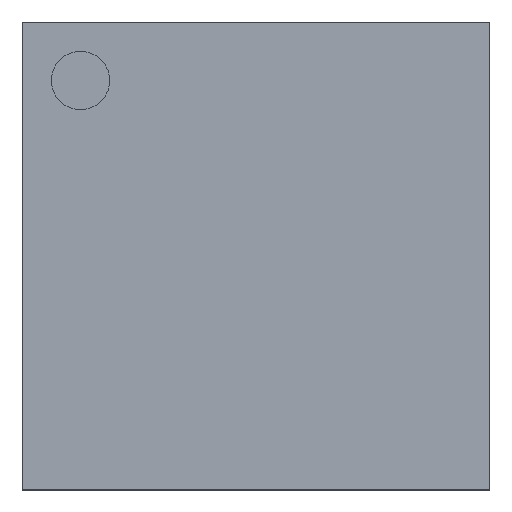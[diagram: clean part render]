
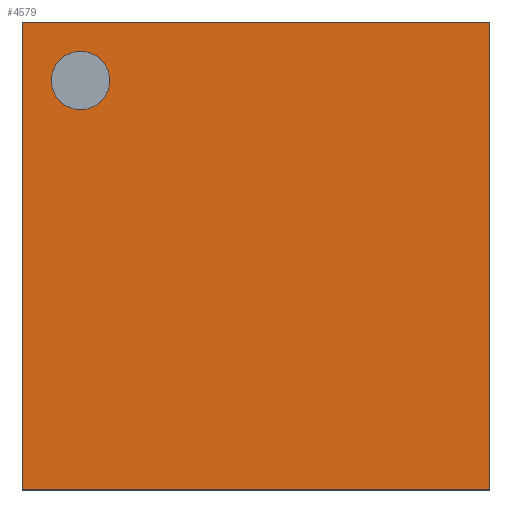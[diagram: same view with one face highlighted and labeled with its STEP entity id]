
A CAD part, top view. The second image highlights one B-rep face of the part: STEP entity #4579.
In plain terms, the highlighted planar face has unit normal (0, 0, 1).
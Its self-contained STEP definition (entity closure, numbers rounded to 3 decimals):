
#4390 = VERTEX_POINT('',#4391);
#4391 = CARTESIAN_POINT('',(-8.,-8.,1.7));
#4398 = PLANE('',#4399);
#4399 = AXIS2_PLACEMENT_3D('',#4400,#4401,#4402);
#4400 = CARTESIAN_POINT('',(-8.,-8.,0.415));
#4401 = DIRECTION('',(1.,0.,0.));
#4402 = DIRECTION('',(0.,0.,1.));
#4410 = PLANE('',#4411);
#4411 = AXIS2_PLACEMENT_3D('',#4412,#4413,#4414);
#4412 = CARTESIAN_POINT('',(-8.,-8.,0.415));
#4413 = DIRECTION('',(0.,1.,0.));
#4414 = DIRECTION('',(0.,0.,1.));
#4451 = VERTEX_POINT('',#4452);
#4452 = CARTESIAN_POINT('',(-8.,8.,1.7));
#4466 = PLANE('',#4467);
#4467 = AXIS2_PLACEMENT_3D('',#4468,#4469,#4470);
#4468 = CARTESIAN_POINT('',(-8.,8.,0.415));
#4469 = DIRECTION('',(0.,1.,0.));
#4470 = DIRECTION('',(0.,0.,1.));
#4478 = EDGE_CURVE('',#4390,#4451,#4479,.T.);
#4479 = SURFACE_CURVE('',#4480,(#4484,#4491),.PCURVE_S1.);
#4480 = LINE('',#4481,#4482);
#4481 = CARTESIAN_POINT('',(-8.,-8.,1.7));
#4482 = VECTOR('',#4483,1.);
#4483 = DIRECTION('',(0.,1.,0.));
#4484 = PCURVE('',#4398,#4485);
#4485 = DEFINITIONAL_REPRESENTATION('',(#4486),#4490);
#4486 = LINE('',#4487,#4488);
#4487 = CARTESIAN_POINT('',(1.285,0.));
#4488 = VECTOR('',#4489,1.);
#4489 = DIRECTION('',(0.,-1.));
#4490 = ( GEOMETRIC_REPRESENTATION_CONTEXT(2) 
PARAMETRIC_REPRESENTATION_CONTEXT() REPRESENTATION_CONTEXT('2D SPACE',''
  ) );
#4491 = PCURVE('',#4492,#4497);
#4492 = PLANE('',#4493);
#4493 = AXIS2_PLACEMENT_3D('',#4494,#4495,#4496);
#4494 = CARTESIAN_POINT('',(-8.,-8.,1.7));
#4495 = DIRECTION('',(0.,0.,1.));
#4496 = DIRECTION('',(1.,0.,0.));
#4497 = DEFINITIONAL_REPRESENTATION('',(#4498),#4502);
#4498 = LINE('',#4499,#4500);
#4499 = CARTESIAN_POINT('',(0.,0.));
#4500 = VECTOR('',#4501,1.);
#4501 = DIRECTION('',(0.,1.));
#4502 = ( GEOMETRIC_REPRESENTATION_CONTEXT(2) 
PARAMETRIC_REPRESENTATION_CONTEXT() REPRESENTATION_CONTEXT('2D SPACE',''
  ) );
#4531 = EDGE_CURVE('',#4390,#4532,#4534,.T.);
#4532 = VERTEX_POINT('',#4533);
#4533 = CARTESIAN_POINT('',(8.,-8.,1.7));
#4534 = SURFACE_CURVE('',#4535,(#4539,#4546),.PCURVE_S1.);
#4535 = LINE('',#4536,#4537);
#4536 = CARTESIAN_POINT('',(-8.,-8.,1.7));
#4537 = VECTOR('',#4538,1.);
#4538 = DIRECTION('',(1.,0.,0.));
#4539 = PCURVE('',#4410,#4540);
#4540 = DEFINITIONAL_REPRESENTATION('',(#4541),#4545);
#4541 = LINE('',#4542,#4543);
#4542 = CARTESIAN_POINT('',(1.285,0.));
#4543 = VECTOR('',#4544,1.);
#4544 = DIRECTION('',(0.,1.));
#4545 = ( GEOMETRIC_REPRESENTATION_CONTEXT(2) 
PARAMETRIC_REPRESENTATION_CONTEXT() REPRESENTATION_CONTEXT('2D SPACE',''
  ) );
#4546 = PCURVE('',#4492,#4547);
#4547 = DEFINITIONAL_REPRESENTATION('',(#4548),#4552);
#4548 = LINE('',#4549,#4550);
#4549 = CARTESIAN_POINT('',(0.,0.));
#4550 = VECTOR('',#4551,1.);
#4551 = DIRECTION('',(1.,0.));
#4552 = ( GEOMETRIC_REPRESENTATION_CONTEXT(2) 
PARAMETRIC_REPRESENTATION_CONTEXT() REPRESENTATION_CONTEXT('2D SPACE',''
  ) );
#4568 = PLANE('',#4569);
#4569 = AXIS2_PLACEMENT_3D('',#4570,#4571,#4572);
#4570 = CARTESIAN_POINT('',(8.,-8.,0.415));
#4571 = DIRECTION('',(1.,0.,0.));
#4572 = DIRECTION('',(0.,0.,1.));
#4579 = ADVANCED_FACE('',(#4580,#4628),#4492,.T.);
#4580 = FACE_BOUND('',#4581,.T.);
#4581 = EDGE_LOOP('',(#4582,#4583,#4584,#4607));
#4582 = ORIENTED_EDGE('',*,*,#4478,.F.);
#4583 = ORIENTED_EDGE('',*,*,#4531,.T.);
#4584 = ORIENTED_EDGE('',*,*,#4585,.T.);
#4585 = EDGE_CURVE('',#4532,#4586,#4588,.T.);
#4586 = VERTEX_POINT('',#4587);
#4587 = CARTESIAN_POINT('',(8.,8.,1.7));
#4588 = SURFACE_CURVE('',#4589,(#4593,#4600),.PCURVE_S1.);
#4589 = LINE('',#4590,#4591);
#4590 = CARTESIAN_POINT('',(8.,-8.,1.7));
#4591 = VECTOR('',#4592,1.);
#4592 = DIRECTION('',(0.,1.,0.));
#4593 = PCURVE('',#4492,#4594);
#4594 = DEFINITIONAL_REPRESENTATION('',(#4595),#4599);
#4595 = LINE('',#4596,#4597);
#4596 = CARTESIAN_POINT('',(16.,0.));
#4597 = VECTOR('',#4598,1.);
#4598 = DIRECTION('',(0.,1.));
#4599 = ( GEOMETRIC_REPRESENTATION_CONTEXT(2) 
PARAMETRIC_REPRESENTATION_CONTEXT() REPRESENTATION_CONTEXT('2D SPACE',''
  ) );
#4600 = PCURVE('',#4568,#4601);
#4601 = DEFINITIONAL_REPRESENTATION('',(#4602),#4606);
#4602 = LINE('',#4603,#4604);
#4603 = CARTESIAN_POINT('',(1.285,0.));
#4604 = VECTOR('',#4605,1.);
#4605 = DIRECTION('',(0.,-1.));
#4606 = ( GEOMETRIC_REPRESENTATION_CONTEXT(2) 
PARAMETRIC_REPRESENTATION_CONTEXT() REPRESENTATION_CONTEXT('2D SPACE',''
  ) );
#4607 = ORIENTED_EDGE('',*,*,#4608,.F.);
#4608 = EDGE_CURVE('',#4451,#4586,#4609,.T.);
#4609 = SURFACE_CURVE('',#4610,(#4614,#4621),.PCURVE_S1.);
#4610 = LINE('',#4611,#4612);
#4611 = CARTESIAN_POINT('',(-8.,8.,1.7));
#4612 = VECTOR('',#4613,1.);
#4613 = DIRECTION('',(1.,0.,0.));
#4614 = PCURVE('',#4492,#4615);
#4615 = DEFINITIONAL_REPRESENTATION('',(#4616),#4620);
#4616 = LINE('',#4617,#4618);
#4617 = CARTESIAN_POINT('',(0.,16.));
#4618 = VECTOR('',#4619,1.);
#4619 = DIRECTION('',(1.,0.));
#4620 = ( GEOMETRIC_REPRESENTATION_CONTEXT(2) 
PARAMETRIC_REPRESENTATION_CONTEXT() REPRESENTATION_CONTEXT('2D SPACE',''
  ) );
#4621 = PCURVE('',#4466,#4622);
#4622 = DEFINITIONAL_REPRESENTATION('',(#4623),#4627);
#4623 = LINE('',#4624,#4625);
#4624 = CARTESIAN_POINT('',(1.285,0.));
#4625 = VECTOR('',#4626,1.);
#4626 = DIRECTION('',(0.,1.));
#4627 = ( GEOMETRIC_REPRESENTATION_CONTEXT(2) 
PARAMETRIC_REPRESENTATION_CONTEXT() REPRESENTATION_CONTEXT('2D SPACE',''
  ) );
#4628 = FACE_BOUND('',#4629,.T.);
#4629 = EDGE_LOOP('',(#4630));
#4630 = ORIENTED_EDGE('',*,*,#4631,.F.);
#4631 = EDGE_CURVE('',#4632,#4632,#4634,.T.);
#4632 = VERTEX_POINT('',#4633);
#4633 = CARTESIAN_POINT('',(-5.,6.,1.7));
#4634 = SURFACE_CURVE('',#4635,(#4640,#4647),.PCURVE_S1.);
#4635 = CIRCLE('',#4636,1.);
#4636 = AXIS2_PLACEMENT_3D('',#4637,#4638,#4639);
#4637 = CARTESIAN_POINT('',(-6.,6.,1.7));
#4638 = DIRECTION('',(0.,0.,1.));
#4639 = DIRECTION('',(1.,0.,0.));
#4640 = PCURVE('',#4492,#4641);
#4641 = DEFINITIONAL_REPRESENTATION('',(#4642),#4646);
#4642 = CIRCLE('',#4643,1.);
#4643 = AXIS2_PLACEMENT_2D('',#4644,#4645);
#4644 = CARTESIAN_POINT('',(2.,14.));
#4645 = DIRECTION('',(1.,0.));
#4646 = ( GEOMETRIC_REPRESENTATION_CONTEXT(2) 
PARAMETRIC_REPRESENTATION_CONTEXT() REPRESENTATION_CONTEXT('2D SPACE',''
  ) );
#4647 = PCURVE('',#4648,#4653);
#4648 = CYLINDRICAL_SURFACE('',#4649,1.);
#4649 = AXIS2_PLACEMENT_3D('',#4650,#4651,#4652);
#4650 = CARTESIAN_POINT('',(-6.,6.,1.53));
#4651 = DIRECTION('',(0.,0.,1.));
#4652 = DIRECTION('',(1.,0.,0.));
#4653 = DEFINITIONAL_REPRESENTATION('',(#4654),#4658);
#4654 = LINE('',#4655,#4656);
#4655 = CARTESIAN_POINT('',(0.,0.17));
#4656 = VECTOR('',#4657,1.);
#4657 = DIRECTION('',(1.,0.));
#4658 = ( GEOMETRIC_REPRESENTATION_CONTEXT(2) 
PARAMETRIC_REPRESENTATION_CONTEXT() REPRESENTATION_CONTEXT('2D SPACE',''
  ) );
